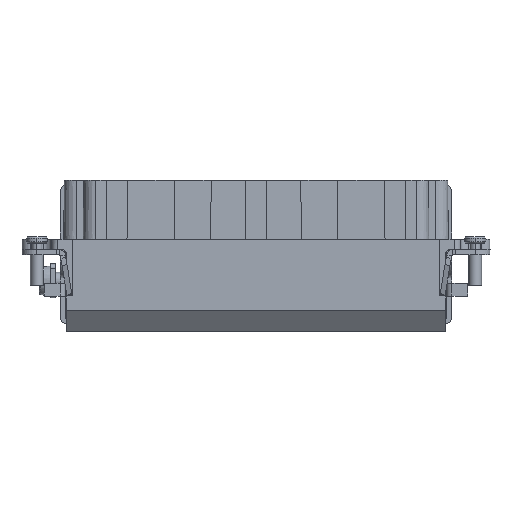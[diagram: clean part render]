
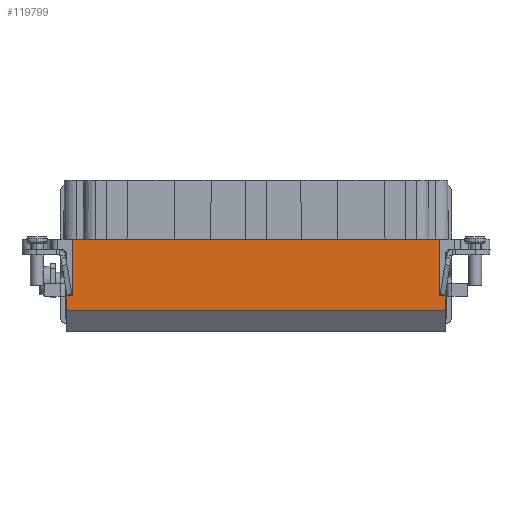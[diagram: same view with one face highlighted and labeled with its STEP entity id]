
A CAD part, top view. The second image highlights one B-rep face of the part: STEP entity #119799.
In plain terms, the highlighted planar face has unit normal (0, 0, 1).
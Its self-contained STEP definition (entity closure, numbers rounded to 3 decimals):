
#12577=DIRECTION('',(-1.,0.,0.));
#12578=VECTOR('',#12577,87.1);
#12579=CARTESIAN_POINT('',(43.55,-14.,17.));
#12580=LINE('',#12579,#12578);
#12719=DIRECTION('',(0.,1.,0.));
#12720=VECTOR('',#12719,3.5);
#12721=CARTESIAN_POINT('',(45.,-31.,17.));
#12722=LINE('',#12721,#12720);
#25999=DIRECTION('',(0.,1.,0.));
#26000=VECTOR('',#25999,3.5);
#26001=CARTESIAN_POINT('',(-45.,-31.,17.));
#26002=LINE('',#26001,#26000);
#26841=DIRECTION('',(0.,-1.,0.));
#26842=VECTOR('',#26841,13.5);
#26843=CARTESIAN_POINT('',(-43.55,-14.,17.));
#26844=LINE('',#26843,#26842);
#26849=DIRECTION('',(0.,1.,0.));
#26850=VECTOR('',#26849,13.5);
#26851=CARTESIAN_POINT('',(43.55,-27.5,17.));
#26852=LINE('',#26851,#26850);
#31947=DIRECTION('',(-1.,0.,0.));
#31948=VECTOR('',#31947,1.45);
#31949=CARTESIAN_POINT('',(45.,-27.5,17.));
#31950=LINE('',#31949,#31948);
#31955=DIRECTION('',(1.,0.,0.));
#31956=VECTOR('',#31955,90.);
#31957=CARTESIAN_POINT('',(-45.,-31.,17.));
#31958=LINE('',#31957,#31956);
#31959=DIRECTION('',(1.,0.,0.));
#31960=VECTOR('',#31959,1.45);
#31961=CARTESIAN_POINT('',(-45.,-27.5,17.));
#31962=LINE('',#31961,#31960);
#76809=CARTESIAN_POINT('',(-45.,-31.,17.));
#76810=CARTESIAN_POINT('',(-45.,-27.5,17.));
#76811=VERTEX_POINT('',#76809);
#76812=VERTEX_POINT('',#76810);
#76825=CARTESIAN_POINT('',(-43.55,-27.5,17.));
#76826=VERTEX_POINT('',#76825);
#76833=CARTESIAN_POINT('',(45.,-31.,17.));
#76834=CARTESIAN_POINT('',(45.,-27.5,17.));
#76835=VERTEX_POINT('',#76833);
#76836=VERTEX_POINT('',#76834);
#76845=CARTESIAN_POINT('',(43.55,-27.5,17.));
#76846=VERTEX_POINT('',#76845);
#77255=CARTESIAN_POINT('',(43.55,-14.,17.));
#77256=CARTESIAN_POINT('',(-43.55,-14.,17.));
#77257=VERTEX_POINT('',#77255);
#77258=VERTEX_POINT('',#77256);
#119780=CARTESIAN_POINT('',(-43.55,-14.,17.));
#119781=DIRECTION('',(0.,0.,1.));
#119782=DIRECTION('',(1.,0.,0.));
#119783=AXIS2_PLACEMENT_3D('',#119780,#119781,#119782);
#119784=PLANE('',#119783);
#119785=ORIENTED_EDGE('',*,*,#119772,.F.);
#119786=ORIENTED_EDGE('',*,*,#108550,.F.);
#119788=ORIENTED_EDGE('',*,*,#119787,.F.);
#119790=ORIENTED_EDGE('',*,*,#119789,.F.);
#119791=ORIENTED_EDGE('',*,*,#108818,.F.);
#119793=ORIENTED_EDGE('',*,*,#119792,.F.);
#119794=ORIENTED_EDGE('',*,*,#118376,.T.);
#119796=ORIENTED_EDGE('',*,*,#119795,.T.);
#119797=EDGE_LOOP('',(#119785,#119786,#119788,#119790,#119791,#119793,#119794,
#119796));
#119798=FACE_OUTER_BOUND('',#119797,.F.);
#119799=ADVANCED_FACE('',(#119798),#119784,.T.);
#108550=EDGE_CURVE('',#77257,#77258,#12580,.T.);
#108818=EDGE_CURVE('',#76835,#76836,#12722,.T.);
#118376=EDGE_CURVE('',#76811,#76812,#26002,.T.);
#119772=EDGE_CURVE('',#77258,#76826,#26844,.T.);
#119787=EDGE_CURVE('',#76846,#77257,#26852,.T.);
#119789=EDGE_CURVE('',#76836,#76846,#31950,.T.);
#119792=EDGE_CURVE('',#76811,#76835,#31958,.T.);
#119795=EDGE_CURVE('',#76812,#76826,#31962,.T.);
